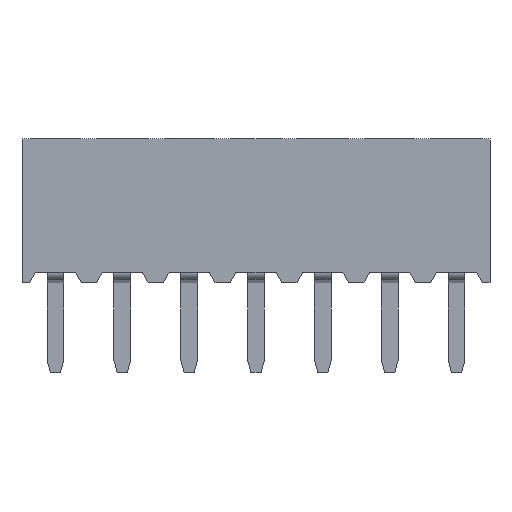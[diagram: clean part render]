
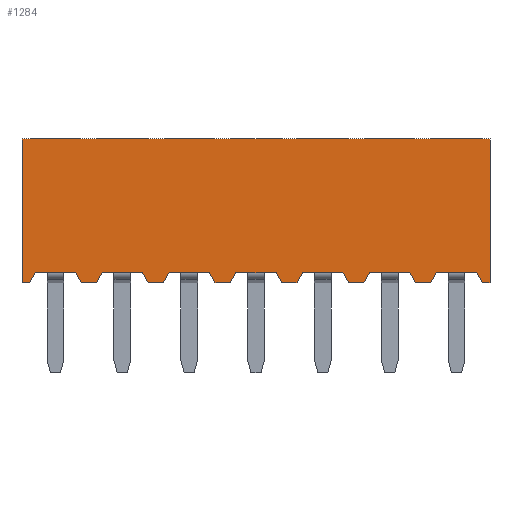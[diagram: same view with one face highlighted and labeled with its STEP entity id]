
A CAD part, front view. The second image highlights one B-rep face of the part: STEP entity #1284.
In plain terms, the highlighted planar face has unit normal (0, -1, 0).
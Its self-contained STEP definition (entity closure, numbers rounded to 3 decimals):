
#1284=ADVANCED_FACE('',(#6345),#6347,.T.);
#6345=FACE_BOUND('',#6346,.T.);
#6346=EDGE_LOOP('',(#10159,#10160,#10161,#10162,#10163,#10164,#10165,#10166,#10167,
#10168,#10169,#10170,#10171,#10172,#10173,#10174,#10175,#10176,#10177,#10178,#10179,
#10180,#10181,#10182,#10183,#10184,#10185,#10186,#10187,#10188,#10189,#10190));
#6347=PLANE('',#6348);
#6348=AXIS2_PLACEMENT_3D('',#6349,#6350,#6351);
#6349=CARTESIAN_POINT('',(-1.,-1.2,0.));
#6350=DIRECTION('',(0.,-1.,0.));
#6351=DIRECTION('',(1.,0.,0.));
#10159=ORIENTED_EDGE('',*,*,#12703,.F.);
#10160=ORIENTED_EDGE('',*,*,#12828,.T.);
#10161=ORIENTED_EDGE('',*,*,#12832,.T.);
#10162=ORIENTED_EDGE('',*,*,#12928,.F.);
#10163=ORIENTED_EDGE('',*,*,#12837,.F.);
#10164=ORIENTED_EDGE('',*,*,#12842,.T.);
#10165=ORIENTED_EDGE('',*,*,#12844,.F.);
#10166=ORIENTED_EDGE('',*,*,#12683,.T.);
#10167=ORIENTED_EDGE('',*,*,#12846,.F.);
#10168=ORIENTED_EDGE('',*,*,#12818,.T.);
#10169=ORIENTED_EDGE('',*,*,#12787,.F.);
#10170=ORIENTED_EDGE('',*,*,#12637,.T.);
#10171=ORIENTED_EDGE('',*,*,#12791,.F.);
#10172=ORIENTED_EDGE('',*,*,#12821,.T.);
#10173=ORIENTED_EDGE('',*,*,#12771,.F.);
#10174=ORIENTED_EDGE('',*,*,#12641,.T.);
#10175=ORIENTED_EDGE('',*,*,#12775,.F.);
#10176=ORIENTED_EDGE('',*,*,#12823,.T.);
#10177=ORIENTED_EDGE('',*,*,#12755,.F.);
#10178=ORIENTED_EDGE('',*,*,#12645,.T.);
#10179=ORIENTED_EDGE('',*,*,#12759,.F.);
#10180=ORIENTED_EDGE('',*,*,#12825,.T.);
#10181=ORIENTED_EDGE('',*,*,#12735,.F.);
#10182=ORIENTED_EDGE('',*,*,#12649,.T.);
#10183=ORIENTED_EDGE('',*,*,#12743,.F.);
#10184=ORIENTED_EDGE('',*,*,#12850,.T.);
#10185=ORIENTED_EDGE('',*,*,#12719,.F.);
#10186=ORIENTED_EDGE('',*,*,#12689,.T.);
#10187=ORIENTED_EDGE('',*,*,#12723,.F.);
#10188=ORIENTED_EDGE('',*,*,#12852,.T.);
#10189=ORIENTED_EDGE('',*,*,#12707,.F.);
#10190=ORIENTED_EDGE('',*,*,#12655,.T.);
#12637=EDGE_CURVE('',#14166,#14167,#14168,.T.);
#12641=EDGE_CURVE('',#14174,#14175,#14176,.T.);
#12645=EDGE_CURVE('',#14182,#14183,#14184,.T.);
#12649=EDGE_CURVE('',#14190,#14191,#14192,.T.);
#12655=EDGE_CURVE('',#14203,#14201,#14204,.T.);
#12683=EDGE_CURVE('',#14259,#14257,#14260,.T.);
#12689=EDGE_CURVE('',#14270,#14271,#14272,.T.);
#12703=EDGE_CURVE('',#14297,#14299,#14300,.F.);
#12707=EDGE_CURVE('',#14305,#14307,#14308,.F.);
#12719=EDGE_CURVE('',#14329,#14331,#14332,.F.);
#12723=EDGE_CURVE('',#14337,#14339,#14340,.F.);
#12735=EDGE_CURVE('',#14361,#14363,#14364,.F.);
#12743=EDGE_CURVE('',#14377,#14379,#14380,.F.);
#12755=EDGE_CURVE('',#14401,#14403,#14404,.F.);
#12759=EDGE_CURVE('',#14409,#14411,#14412,.F.);
#12771=EDGE_CURVE('',#14433,#14435,#14436,.F.);
#12775=EDGE_CURVE('',#14441,#14443,#14444,.F.);
#12787=EDGE_CURVE('',#14465,#14467,#14468,.F.);
#12791=EDGE_CURVE('',#14473,#14475,#14476,.F.);
#12818=EDGE_CURVE('',#14520,#14467,#14521,.T.);
#12821=EDGE_CURVE('',#14473,#14435,#14524,.T.);
#12823=EDGE_CURVE('',#14441,#14403,#14526,.T.);
#12825=EDGE_CURVE('',#14409,#14363,#14528,.T.);
#12828=EDGE_CURVE('',#14297,#14531,#14533,.T.);
#12832=EDGE_CURVE('',#14531,#14537,#14539,.T.);
#12837=EDGE_CURVE('',#14544,#14546,#14547,.T.);
#12842=EDGE_CURVE('',#14544,#14553,#14555,.T.);
#12844=EDGE_CURVE('',#14485,#14553,#14557,.F.);
#12846=EDGE_CURVE('',#14520,#14487,#14559,.F.);
#12850=EDGE_CURVE('',#14377,#14331,#14563,.T.);
#12852=EDGE_CURVE('',#14337,#14307,#14565,.T.);
#12928=EDGE_CURVE('',#14546,#14537,#14669,.T.);
#14166=VERTEX_POINT('',#16705);
#14167=VERTEX_POINT('',#16706);
#14168=LINE('',#16707,#16708);
#14174=VERTEX_POINT('',#16721);
#14175=VERTEX_POINT('',#16722);
#14176=LINE('',#16723,#16724);
#14182=VERTEX_POINT('',#16737);
#14183=VERTEX_POINT('',#16738);
#14184=LINE('',#16739,#16740);
#14190=VERTEX_POINT('',#16753);
#14191=VERTEX_POINT('',#16754);
#14192=LINE('',#16755,#16756);
#14201=VERTEX_POINT('',#16774);
#14203=VERTEX_POINT('',#16778);
#14204=LINE('',#16779,#16780);
#14257=VERTEX_POINT('',#16886);
#14259=VERTEX_POINT('',#16890);
#14260=LINE('',#16891,#16892);
#14270=VERTEX_POINT('',#16913);
#14271=VERTEX_POINT('',#16914);
#14272=LINE('',#16915,#16916);
#14297=VERTEX_POINT('',#16966);
#14299=VERTEX_POINT('',#16970);
#14300=LINE('',#16971,#16972);
#14305=VERTEX_POINT('',#16982);
#14307=VERTEX_POINT('',#16986);
#14308=LINE('',#16987,#16988);
#14329=VERTEX_POINT('',#17030);
#14331=VERTEX_POINT('',#17034);
#14332=LINE('',#17035,#17036);
#14337=VERTEX_POINT('',#17046);
#14339=VERTEX_POINT('',#17050);
#14340=LINE('',#17051,#17052);
#14361=VERTEX_POINT('',#17094);
#14363=VERTEX_POINT('',#17098);
#14364=LINE('',#17099,#17100);
#14377=VERTEX_POINT('',#17126);
#14379=VERTEX_POINT('',#17130);
#14380=LINE('',#17131,#17132);
#14401=VERTEX_POINT('',#17174);
#14403=VERTEX_POINT('',#17178);
#14404=LINE('',#17179,#17180);
#14409=VERTEX_POINT('',#17190);
#14411=VERTEX_POINT('',#17194);
#14412=LINE('',#17195,#17196);
#14433=VERTEX_POINT('',#17238);
#14435=VERTEX_POINT('',#17242);
#14436=LINE('',#17243,#17244);
#14441=VERTEX_POINT('',#17254);
#14443=VERTEX_POINT('',#17258);
#14444=LINE('',#17259,#17260);
#14465=VERTEX_POINT('',#17302);
#14467=VERTEX_POINT('',#17306);
#14468=LINE('',#17307,#17308);
#14473=VERTEX_POINT('',#17318);
#14475=VERTEX_POINT('',#17322);
#14476=LINE('',#17323,#17324);
#14485=VERTEX_POINT('',#17340);
#14487=VERTEX_POINT('',#17344);
#14520=VERTEX_POINT('',#17421);
#14521=LINE('',#17422,#17423);
#14524=LINE('',#17431,#17432);
#14526=LINE('',#17437,#17438);
#14528=LINE('',#17443,#17444);
#14531=VERTEX_POINT('',#17450);
#14533=LINE('',#17454,#17455);
#14537=VERTEX_POINT('',#17464);
#14539=LINE('',#17468,#17469);
#14544=VERTEX_POINT('',#17481);
#14546=VERTEX_POINT('',#17485);
#14547=LINE('',#17486,#17487);
#14553=VERTEX_POINT('',#17500);
#14555=LINE('',#17504,#17505);
#14557=LINE('',#17510,#17511);
#14559=LINE('',#17516,#17517);
#14563=LINE('',#17528,#17529);
#14565=LINE('',#17534,#17535);
#14669=LINE('',#17790,#17791);
#16705=CARTESIAN_POINT('',(1.4,-1.2,0.3));
#16706=CARTESIAN_POINT('',(2.6,-1.2,0.3));
#16707=CARTESIAN_POINT('',(1.4,-1.2,0.3));
#16708=VECTOR('',#16709,1.);
#16709=DIRECTION('',(1.,0.,0.));
#16721=CARTESIAN_POINT('',(3.4,-1.2,0.3));
#16722=CARTESIAN_POINT('',(4.6,-1.2,0.3));
#16723=CARTESIAN_POINT('',(3.4,-1.2,0.3));
#16724=VECTOR('',#16725,1.);
#16725=DIRECTION('',(1.,0.,0.));
#16737=CARTESIAN_POINT('',(5.4,-1.2,0.3));
#16738=CARTESIAN_POINT('',(6.6,-1.2,0.3));
#16739=CARTESIAN_POINT('',(5.4,-1.2,0.3));
#16740=VECTOR('',#16741,1.);
#16741=DIRECTION('',(1.,0.,0.));
#16753=CARTESIAN_POINT('',(7.4,-1.2,0.3));
#16754=CARTESIAN_POINT('',(8.6,-1.2,0.3));
#16755=CARTESIAN_POINT('',(7.4,-1.2,0.3));
#16756=VECTOR('',#16757,1.);
#16757=DIRECTION('',(1.,0.,0.));
#16774=CARTESIAN_POINT('',(12.6,-1.2,0.3));
#16778=CARTESIAN_POINT('',(11.4,-1.2,0.3));
#16779=CARTESIAN_POINT('',(11.4,-1.2,0.3));
#16780=VECTOR('',#16781,1.);
#16781=DIRECTION('',(1.,0.,0.));
#16886=CARTESIAN_POINT('',(0.6,-1.2,0.3));
#16890=CARTESIAN_POINT('',(-0.6,-1.2,0.3));
#16891=CARTESIAN_POINT('',(-0.6,-1.2,0.3));
#16892=VECTOR('',#16893,1.);
#16893=DIRECTION('',(1.,0.,0.));
#16913=CARTESIAN_POINT('',(9.4,-1.2,0.3));
#16914=CARTESIAN_POINT('',(10.6,-1.2,0.3));
#16915=CARTESIAN_POINT('',(9.4,-1.2,0.3));
#16916=VECTOR('',#16917,1.);
#16917=DIRECTION('',(1.,0.,0.));
#16966=CARTESIAN_POINT('',(12.773,-1.2,0.));
#16970=CARTESIAN_POINT('',(12.6,-1.2,0.3));
#16971=CARTESIAN_POINT('',(12.6,-1.2,0.3));
#16972=VECTOR('',#16973,1.);
#16973=DIRECTION('',(0.5,0.,-0.866));
#16982=CARTESIAN_POINT('',(11.4,-1.2,0.3));
#16986=CARTESIAN_POINT('',(11.227,-1.2,0.));
#16987=CARTESIAN_POINT('',(11.227,-1.2,0.));
#16988=VECTOR('',#16989,1.);
#16989=DIRECTION('',(0.5,0.,0.866));
#17030=CARTESIAN_POINT('',(9.4,-1.2,0.3));
#17034=CARTESIAN_POINT('',(9.227,-1.2,0.));
#17035=CARTESIAN_POINT('',(9.227,-1.2,0.));
#17036=VECTOR('',#17037,1.);
#17037=DIRECTION('',(0.5,0.,0.866));
#17046=CARTESIAN_POINT('',(10.773,-1.2,0.));
#17050=CARTESIAN_POINT('',(10.6,-1.2,0.3));
#17051=CARTESIAN_POINT('',(10.6,-1.2,0.3));
#17052=VECTOR('',#17053,1.);
#17053=DIRECTION('',(0.5,0.,-0.866));
#17094=CARTESIAN_POINT('',(7.4,-1.2,0.3));
#17098=CARTESIAN_POINT('',(7.227,-1.2,0.));
#17099=CARTESIAN_POINT('',(7.227,-1.2,0.));
#17100=VECTOR('',#17101,1.);
#17101=DIRECTION('',(0.5,0.,0.866));
#17126=CARTESIAN_POINT('',(8.773,-1.2,0.));
#17130=CARTESIAN_POINT('',(8.6,-1.2,0.3));
#17131=CARTESIAN_POINT('',(8.6,-1.2,0.3));
#17132=VECTOR('',#17133,1.);
#17133=DIRECTION('',(0.5,0.,-0.866));
#17174=CARTESIAN_POINT('',(5.4,-1.2,0.3));
#17178=CARTESIAN_POINT('',(5.227,-1.2,0.));
#17179=CARTESIAN_POINT('',(5.227,-1.2,0.));
#17180=VECTOR('',#17181,1.);
#17181=DIRECTION('',(0.5,0.,0.866));
#17190=CARTESIAN_POINT('',(6.773,-1.2,0.));
#17194=CARTESIAN_POINT('',(6.6,-1.2,0.3));
#17195=CARTESIAN_POINT('',(6.6,-1.2,0.3));
#17196=VECTOR('',#17197,1.);
#17197=DIRECTION('',(0.5,0.,-0.866));
#17238=CARTESIAN_POINT('',(3.4,-1.2,0.3));
#17242=CARTESIAN_POINT('',(3.227,-1.2,0.));
#17243=CARTESIAN_POINT('',(3.227,-1.2,0.));
#17244=VECTOR('',#17245,1.);
#17245=DIRECTION('',(0.5,0.,0.866));
#17254=CARTESIAN_POINT('',(4.773,-1.2,0.));
#17258=CARTESIAN_POINT('',(4.6,-1.2,0.3));
#17259=CARTESIAN_POINT('',(4.6,-1.2,0.3));
#17260=VECTOR('',#17261,1.);
#17261=DIRECTION('',(0.5,0.,-0.866));
#17302=CARTESIAN_POINT('',(1.4,-1.2,0.3));
#17306=CARTESIAN_POINT('',(1.227,-1.2,0.));
#17307=CARTESIAN_POINT('',(1.227,-1.2,0.));
#17308=VECTOR('',#17309,1.);
#17309=DIRECTION('',(0.5,0.,0.866));
#17318=CARTESIAN_POINT('',(2.773,-1.2,0.));
#17322=CARTESIAN_POINT('',(2.6,-1.2,0.3));
#17323=CARTESIAN_POINT('',(2.6,-1.2,0.3));
#17324=VECTOR('',#17325,1.);
#17325=DIRECTION('',(0.5,0.,-0.866));
#17340=CARTESIAN_POINT('',(-0.6,-1.2,0.3));
#17344=CARTESIAN_POINT('',(0.6,-1.2,0.3));
#17421=CARTESIAN_POINT('',(0.773,-1.2,0.));
#17422=CARTESIAN_POINT('',(0.773,-1.2,0.));
#17423=VECTOR('',#17424,1.);
#17424=DIRECTION('',(1.,0.,0.));
#17431=CARTESIAN_POINT('',(2.773,-1.2,0.));
#17432=VECTOR('',#17433,1.);
#17433=DIRECTION('',(1.,0.,0.));
#17437=CARTESIAN_POINT('',(4.773,-1.2,0.));
#17438=VECTOR('',#17439,1.);
#17439=DIRECTION('',(1.,0.,0.));
#17443=CARTESIAN_POINT('',(6.773,-1.2,0.));
#17444=VECTOR('',#17445,1.);
#17445=DIRECTION('',(1.,0.,0.));
#17450=CARTESIAN_POINT('',(13.,-1.2,0.));
#17454=CARTESIAN_POINT('',(12.773,-1.2,0.));
#17455=VECTOR('',#17456,1.);
#17456=DIRECTION('',(1.,0.,0.));
#17464=CARTESIAN_POINT('',(13.,-1.2,4.3));
#17468=CARTESIAN_POINT('',(13.,-1.2,0.));
#17469=VECTOR('',#17470,1.);
#17470=DIRECTION('',(0.,0.,1.));
#17481=CARTESIAN_POINT('',(-1.,-1.2,0.));
#17485=CARTESIAN_POINT('',(-1.,-1.2,4.3));
#17486=CARTESIAN_POINT('',(-1.,-1.2,0.));
#17487=VECTOR('',#17488,1.);
#17488=DIRECTION('',(0.,0.,1.));
#17500=CARTESIAN_POINT('',(-0.773,-1.2,0.));
#17504=CARTESIAN_POINT('',(-1.,-1.2,0.));
#17505=VECTOR('',#17506,1.);
#17506=DIRECTION('',(1.,0.,0.));
#17510=CARTESIAN_POINT('',(-0.773,-1.2,0.));
#17511=VECTOR('',#17512,1.);
#17512=DIRECTION('',(0.5,0.,0.866));
#17516=CARTESIAN_POINT('',(0.6,-1.2,0.3));
#17517=VECTOR('',#17518,1.);
#17518=DIRECTION('',(0.5,0.,-0.866));
#17528=CARTESIAN_POINT('',(8.773,-1.2,0.));
#17529=VECTOR('',#17530,1.);
#17530=DIRECTION('',(1.,0.,0.));
#17534=CARTESIAN_POINT('',(10.773,-1.2,0.));
#17535=VECTOR('',#17536,1.);
#17536=DIRECTION('',(1.,0.,0.));
#17790=CARTESIAN_POINT('',(-1.,-1.2,4.3));
#17791=VECTOR('',#17792,1.);
#17792=DIRECTION('',(1.,0.,0.));
